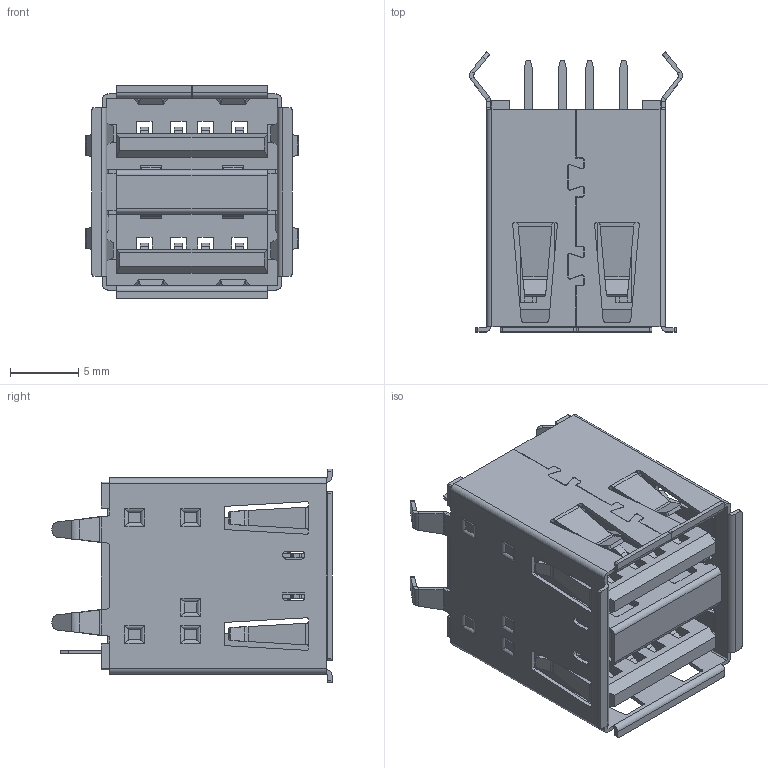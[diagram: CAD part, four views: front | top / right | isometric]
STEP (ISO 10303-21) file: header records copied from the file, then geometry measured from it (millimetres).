
FILE_DESCRIPTION(('STEP AP214'),'1');
FILE_NAME('614008235023.stp','2020-09-11T10:43:31',('TraceParts'),('TraceParts S.A.'),'Spatial InterOp 3D',' ',' ');
FILE_SCHEMA(('AUTOMOTIVE_DESIGN { 1 0 10303 214 1 1 1 1 }'));
Length unit declared in the file: millimetre
Products named in the file (1): 614008235023_1
Bounding box: 15.6 x 20.5 x 15.65 mm (x, y, z)
Volume: 1447.8 mm3; surface area: 4848.7 mm2
Topology: 11 solids, 11 shells, 1301 faces, 3498 edges, 2228 vertices
Faces by surface type: plane 789, cylinder 432, bspline 80
Entity records: 42075 total; most frequent: CARTESIAN_POINT 9586, ORIENTED_EDGE 6996, DIRECTION 6398, EDGE_CURVE 3498, LINE 2622, VECTOR 2622, VERTEX_POINT 2228, AXIS2_PLACEMENT_3D 1888
